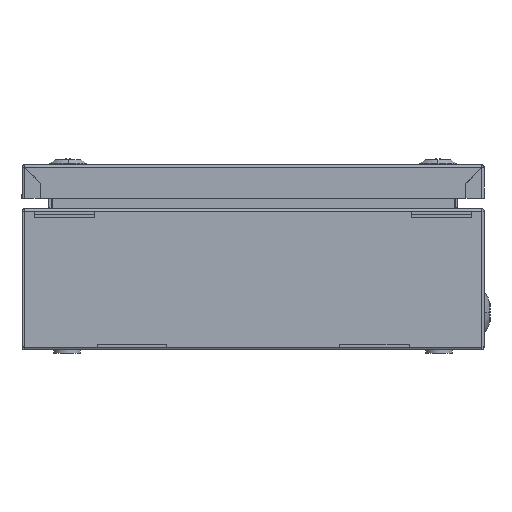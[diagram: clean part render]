
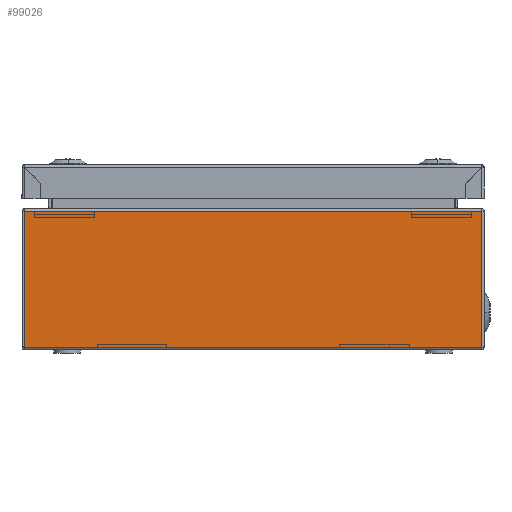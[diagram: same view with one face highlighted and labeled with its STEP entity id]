
A CAD part, left-side view. The second image highlights one B-rep face of the part: STEP entity #99026.
In plain terms, the highlighted planar face has unit normal (-1, 0, 0).
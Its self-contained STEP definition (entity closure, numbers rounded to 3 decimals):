
#5247 = ORIENTED_EDGE ( 'NONE', *, *, #106058, .F. ) ;
#5251 = ORIENTED_EDGE ( 'NONE', *, *, #105850, .F. ) ;
#5254 = ORIENTED_EDGE ( 'NONE', *, *, #106051, .T. ) ;
#5258 = ORIENTED_EDGE ( 'NONE', *, *, #106060, .T. ) ;
#5262 = ORIENTED_EDGE ( 'NONE', *, *, #106046, .T. ) ;
#5265 = ORIENTED_EDGE ( 'NONE', *, *, #106062, .F. ) ;
#5269 = ORIENTED_EDGE ( 'NONE', *, *, #106053, .F. ) ;
#5273 = ORIENTED_EDGE ( 'NONE', *, *, #105803, .F. ) ;
#56776 = CARTESIAN_POINT ( 'NONE',  ( -300., 87., -682.957 ) ) ;
#56812 = FACE_OUTER_BOUND ( 'NONE', #100588, .T. ) ;
#56816 = PLANE ( 'NONE',  #85308 ) ;
#56824 = DIRECTION ( 'NONE',  ( -1., 0., 0. ) ) ;
#56828 = DIRECTION ( 'NONE',  ( 0., 0., 1. ) ) ;
#65372 = CARTESIAN_POINT ( 'NONE',  ( -300., -99., 59.043 ) ) ;
#65377 = LINE ( 'NONE', #65372, #66444 ) ;
#65387 = DIRECTION ( 'NONE',  ( 0., 0., -1. ) ) ;
#65513 = LINE ( 'NONE', #65524, #66487 ) ;
#65524 = CARTESIAN_POINT ( 'NONE',  ( -300., 99., 59.043 ) ) ;
#65529 = DIRECTION ( 'NONE',  ( 0., 0., 1. ) ) ;
#66444 = VECTOR ( 'NONE', #65387, 1000. ) ;
#66487 = VECTOR ( 'NONE', #65529, 1000. ) ;
#66713 = VECTOR ( 'NONE', #71693, 1000. ) ;
#66719 = VECTOR ( 'NONE', #71705, 1000. ) ;
#66721 = VECTOR ( 'NONE', #71712, 1000. ) ;
#66726 = VECTOR ( 'NONE', #71724, 1000. ) ;
#66728 = VECTOR ( 'NONE', #71729, 1000. ) ;
#66730 = VECTOR ( 'NONE', #71735, 1000. ) ;
#71678 = CARTESIAN_POINT ( 'NONE',  ( -300., 87., 0.1 ) ) ;
#71683 = LINE ( 'NONE', #71678, #66713 ) ;
#71691 = CARTESIAN_POINT ( 'NONE',  ( -300., -662.542, 1.143 ) ) ;
#71693 = DIRECTION ( 'NONE',  ( 0., -1., 0. ) ) ;
#71694 = LINE ( 'NONE', #71691, #66719 ) ;
#71696 = LINE ( 'NONE', #71707, #66721 ) ;
#71705 = DIRECTION ( 'NONE',  ( 0., -1., 0. ) ) ;
#71707 = CARTESIAN_POINT ( 'NONE',  ( -300., -662.542, 1.143 ) ) ;
#71710 = CARTESIAN_POINT ( 'NONE',  ( -300., 87., 58.943 ) ) ;
#71712 = DIRECTION ( 'NONE',  ( 0., 1., 0. ) ) ;
#71715 = LINE ( 'NONE', #71710, #66726 ) ;
#71717 = CARTESIAN_POINT ( 'NONE',  ( -300., 98.75, -298.957 ) ) ;
#71721 = LINE ( 'NONE', #71717, #66728 ) ;
#71722 = LINE ( 'NONE', #71731, #66730 ) ;
#71724 = DIRECTION ( 'NONE',  ( 0., -1., 0. ) ) ;
#71729 = DIRECTION ( 'NONE',  ( 0., 0., -1. ) ) ;
#71731 = CARTESIAN_POINT ( 'NONE',  ( -300., -98.75, -298.957 ) ) ;
#71735 = DIRECTION ( 'NONE',  ( 0., 0., -1. ) ) ;
#75727 = VERTEX_POINT ( 'NONE', #97956 ) ;
#75731 = VERTEX_POINT ( 'NONE', #97960 ) ;
#75753 = VERTEX_POINT ( 'NONE', #97982 ) ;
#75761 = VERTEX_POINT ( 'NONE', #97990 ) ;
#75801 = VERTEX_POINT ( 'NONE', #98028 ) ;
#75833 = VERTEX_POINT ( 'NONE', #98044 ) ;
#75835 = VERTEX_POINT ( 'NONE', #98045 ) ;
#75839 = VERTEX_POINT ( 'NONE', #98047 ) ;
#85308 = AXIS2_PLACEMENT_3D ( 'NONE', #56776, #56824, #56828 ) ;
#97956 = CARTESIAN_POINT ( 'NONE',  ( -300., -99., 58.943 ) ) ;
#97960 = CARTESIAN_POINT ( 'NONE',  ( -300., -99., 1.143 ) ) ;
#97982 = CARTESIAN_POINT ( 'NONE',  ( -300., 99., 58.943 ) ) ;
#97990 = CARTESIAN_POINT ( 'NONE',  ( -300., 99., 1.143 ) ) ;
#98028 = CARTESIAN_POINT ( 'NONE',  ( -300., 98.75, 1.143 ) ) ;
#98044 = CARTESIAN_POINT ( 'NONE',  ( -300., -98.75, 0.1 ) ) ;
#98045 = CARTESIAN_POINT ( 'NONE',  ( -300., 98.75, 0.1 ) ) ;
#98047 = CARTESIAN_POINT ( 'NONE',  ( -300., -98.75, 1.143 ) ) ;
#99026 = ADVANCED_FACE ( 'NONE', ( #56812 ), #56816, .T. ) ;
#100588 = EDGE_LOOP ( 'NONE', ( #5247, #5251, #5254, #5258, #5262, #5265, #5269, #5273 ) ) ;
#105803 = EDGE_CURVE ( 'NONE', #75727, #75731, #65377, .T. ) ;
#105850 = EDGE_CURVE ( 'NONE', #75761, #75753, #65513, .T. ) ;
#106046 = EDGE_CURVE ( 'NONE', #75835, #75833, #71683, .T. ) ;
#106051 = EDGE_CURVE ( 'NONE', #75761, #75801, #71694, .T. ) ;
#106053 = EDGE_CURVE ( 'NONE', #75731, #75839, #71696, .T. ) ;
#106058 = EDGE_CURVE ( 'NONE', #75753, #75727, #71715, .T. ) ;
#106060 = EDGE_CURVE ( 'NONE', #75801, #75835, #71721, .T. ) ;
#106062 = EDGE_CURVE ( 'NONE', #75839, #75833, #71722, .T. ) ;
